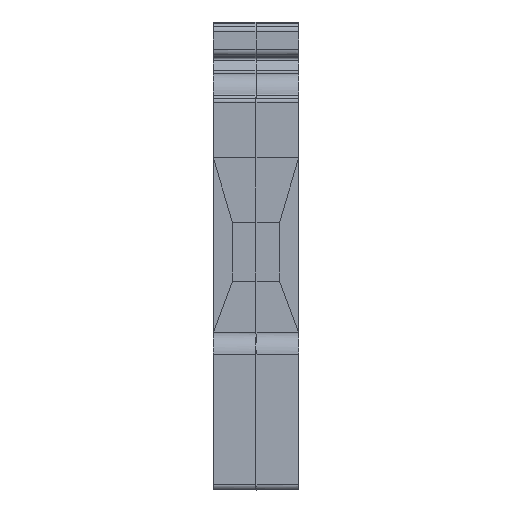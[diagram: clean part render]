
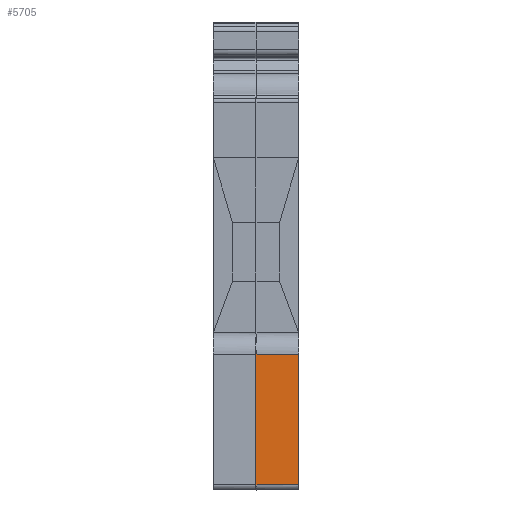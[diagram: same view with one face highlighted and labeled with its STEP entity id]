
A CAD part, left-side view. The second image highlights one B-rep face of the part: STEP entity #5705.
In plain terms, the highlighted face is planar.
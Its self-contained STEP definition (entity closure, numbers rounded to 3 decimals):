
#348 = ORIENTED_EDGE ( 'NONE', *, *, #2215, .T. ) ;
#547 = AXIS2_PLACEMENT_3D ( 'NONE', #1345, #3806, #6267 ) ;
#817 = CARTESIAN_POINT ( 'NONE',  ( 0., 10.5, -2.6 ) ) ;
#822 = ORIENTED_EDGE ( 'NONE', *, *, #3723, .T. ) ;
#1345 = CARTESIAN_POINT ( 'NONE',  ( 0., 10.5, 9.6 ) ) ;
#1993 = LINE ( 'NONE', #4375, #5709 ) ;
#2021 = DIRECTION ( 'NONE',  ( 1., 0., 0. ) ) ;
#2106 = VERTEX_POINT ( 'NONE', #3416 ) ;
#2215 = EDGE_CURVE ( 'NONE', #4184, #5196, #5396, .T. ) ;
#3324 = VERTEX_POINT ( 'NONE', #5206 ) ;
#3416 = CARTESIAN_POINT ( 'NONE',  ( 0., 10.5, 9.6 ) ) ;
#3496 = CARTESIAN_POINT ( 'NONE',  ( 4., 10.5, -2.6 ) ) ;
#3540 = DIRECTION ( 'NONE',  ( 0., 0., -1. ) ) ;
#3721 = VECTOR ( 'NONE', #6066, 1000. ) ;
#3723 = EDGE_CURVE ( 'NONE', #2106, #4184, #5465, .T. ) ;
#3806 = DIRECTION ( 'NONE',  ( 0., -1., 0. ) ) ;
#4082 = CARTESIAN_POINT ( 'NONE',  ( 4., 10.5, 9.6 ) ) ;
#4184 = VERTEX_POINT ( 'NONE', #4082 ) ;
#4375 = CARTESIAN_POINT ( 'NONE',  ( 0., 10.5, 9.6 ) ) ;
#4409 = LINE ( 'NONE', #817, #7056 ) ;
#4418 = FACE_OUTER_BOUND ( 'NONE', #6498, .T. ) ;
#4687 = ORIENTED_EDGE ( 'NONE', *, *, #5643, .F. ) ;
#5196 = VERTEX_POINT ( 'NONE', #5905 ) ;
#5206 = CARTESIAN_POINT ( 'NONE',  ( 0., 10.5, -2.6 ) ) ;
#5396 = LINE ( 'NONE', #3496, #6000 ) ;
#5465 = LINE ( 'NONE', #7357, #3721 ) ;
#5643 = EDGE_CURVE ( 'NONE', #2106, #3324, #1993, .T. ) ;
#5705 = ADVANCED_FACE ( 'NONE', ( #4418 ), #6877, .F. ) ;
#5709 = VECTOR ( 'NONE', #7558, 1000. ) ;
#5905 = CARTESIAN_POINT ( 'NONE',  ( 4., 10.5, -2.6 ) ) ;
#6000 = VECTOR ( 'NONE', #3540, 1000. ) ;
#6066 = DIRECTION ( 'NONE',  ( 1., 0., 0. ) ) ;
#6261 = ORIENTED_EDGE ( 'NONE', *, *, #7305, .F. ) ;
#6267 = DIRECTION ( 'NONE',  ( 0., 0., 1. ) ) ;
#6498 = EDGE_LOOP ( 'NONE', ( #822, #348, #6261, #4687 ) ) ;
#6877 = PLANE ( 'NONE',  #547 ) ;
#7056 = VECTOR ( 'NONE', #2021, 1000. ) ;
#7305 = EDGE_CURVE ( 'NONE', #3324, #5196, #4409, .T. ) ;
#7357 = CARTESIAN_POINT ( 'NONE',  ( 0., 10.5, 9.6 ) ) ;
#7558 = DIRECTION ( 'NONE',  ( 0., 0., -1. ) ) ;
